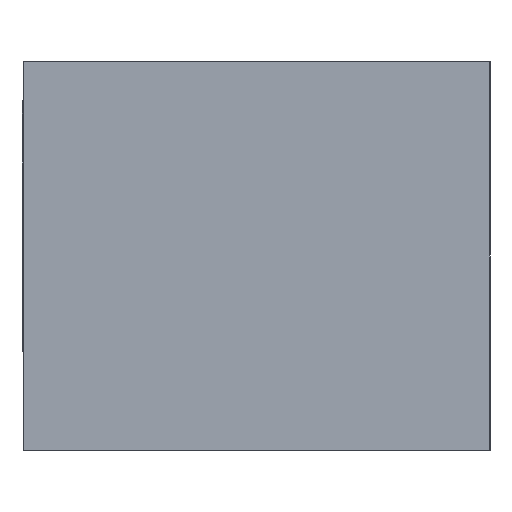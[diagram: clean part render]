
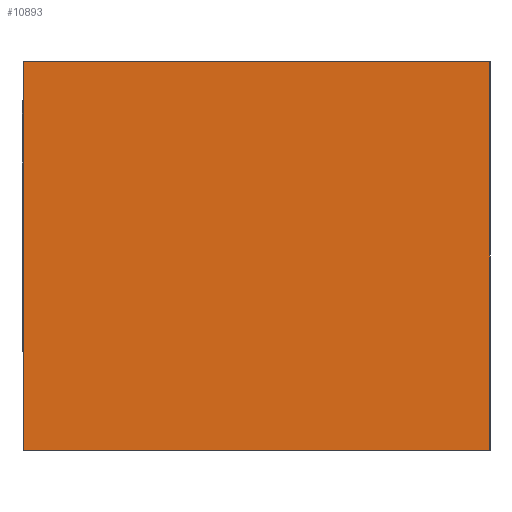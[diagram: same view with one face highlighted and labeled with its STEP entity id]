
A CAD part, left-side view. The second image highlights one B-rep face of the part: STEP entity #10893.
In plain terms, the highlighted planar face has unit normal (-1, 0, 0).
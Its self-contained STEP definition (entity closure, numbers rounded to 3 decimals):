
#1029 = PLANE ( 'NONE',  #26174 ) ;
#1167 = CARTESIAN_POINT ( 'NONE',  ( -20., 3., -2.5 ) ) ;
#1641 = LINE ( 'NONE', #25082, #5125 ) ;
#1881 = VECTOR ( 'NONE', #2371, 1000. ) ;
#2359 = VECTOR ( 'NONE', #23788, 1000. ) ;
#2371 = DIRECTION ( 'NONE',  ( 0., -1., 0. ) ) ;
#2469 = DIRECTION ( 'NONE',  ( 0., -1., 0. ) ) ;
#4114 = EDGE_CURVE ( 'NONE', #18572, #8639, #16416, .T. ) ;
#5125 = VECTOR ( 'NONE', #2469, 1000. ) ;
#5184 = ORIENTED_EDGE ( 'NONE', *, *, #26490, .F. ) ;
#7239 = CARTESIAN_POINT ( 'NONE',  ( -20., 3., -2.5 ) ) ;
#7835 = CARTESIAN_POINT ( 'NONE',  ( -20., -3.01, -2.5 ) ) ;
#8115 = CARTESIAN_POINT ( 'NONE',  ( -20., -3.01, 0. ) ) ;
#8377 = DIRECTION ( 'NONE',  ( 0., 0., -1. ) ) ;
#8639 = VERTEX_POINT ( 'NONE', #15687 ) ;
#8687 = VERTEX_POINT ( 'NONE', #1167 ) ;
#8778 = LINE ( 'NONE', #17934, #2359 ) ;
#9123 = DIRECTION ( 'NONE',  ( 0., 0., -1. ) ) ;
#9621 = ORIENTED_EDGE ( 'NONE', *, *, #23742, .T. ) ;
#9795 = ORIENTED_EDGE ( 'NONE', *, *, #26648, .F. ) ;
#10888 = CARTESIAN_POINT ( 'NONE',  ( -20., 3., 2.5 ) ) ;
#10893 = ADVANCED_FACE ( 'NONE', ( #17276 ), #1029, .F. ) ;
#12797 = CARTESIAN_POINT ( 'NONE',  ( -20., 3., 2.5 ) ) ;
#15687 = CARTESIAN_POINT ( 'NONE',  ( -20., -3.01, 2.5 ) ) ;
#16116 = EDGE_LOOP ( 'NONE', ( #9795, #25923, #5184, #9621 ) ) ;
#16416 = LINE ( 'NONE', #12797, #1881 ) ;
#17276 = FACE_OUTER_BOUND ( 'NONE', #16116, .T. ) ;
#17934 = CARTESIAN_POINT ( 'NONE',  ( -20., 3., 0. ) ) ;
#18572 = VERTEX_POINT ( 'NONE', #10888 ) ;
#22609 = LINE ( 'NONE', #8115, #24841 ) ;
#23621 = VERTEX_POINT ( 'NONE', #7835 ) ;
#23742 = EDGE_CURVE ( 'NONE', #8687, #23621, #1641, .T. ) ;
#23788 = DIRECTION ( 'NONE',  ( 0., 0., 1. ) ) ;
#24841 = VECTOR ( 'NONE', #8377, 1000. ) ;
#25082 = CARTESIAN_POINT ( 'NONE',  ( -20., 3., -2.5 ) ) ;
#25813 = DIRECTION ( 'NONE',  ( 1., 0., 0. ) ) ;
#25923 = ORIENTED_EDGE ( 'NONE', *, *, #4114, .F. ) ;
#26174 = AXIS2_PLACEMENT_3D ( 'NONE', #7239, #25813, #9123 ) ;
#26490 = EDGE_CURVE ( 'NONE', #8687, #18572, #8778, .T. ) ;
#26648 = EDGE_CURVE ( 'NONE', #8639, #23621, #22609, .T. ) ;
